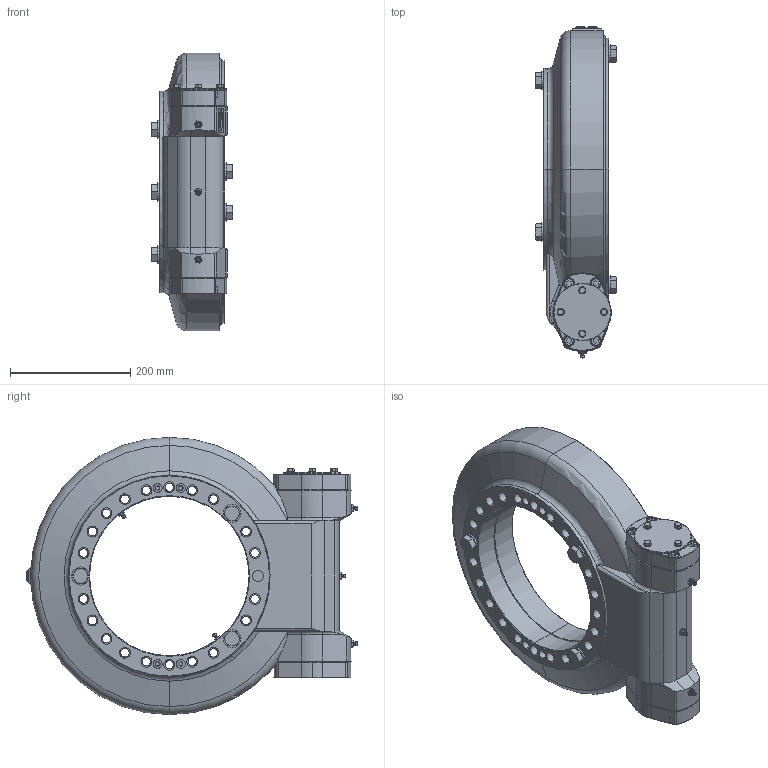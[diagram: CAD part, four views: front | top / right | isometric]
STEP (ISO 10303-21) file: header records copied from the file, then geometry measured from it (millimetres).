
FILE_DESCRIPTION (( 'STEP AP214' ), '1' );
FILE_NAME ('TGE435-A0-RM - SH.STEP', '2017-07-24T13:39:54', ( '' ), ( '' ), 'SwSTEP 2.0', 'SolidWorks 2015', '' );
FILE_SCHEMA (( 'AUTOMOTIVE_DESIGN' ));
Length unit declared in the file: millimetre
Products named in the file (1): TGE435-A0-RM - SH
Bounding box: 135 x 551.71 x 461 mm (x, y, z)
Surface area: 752881.5 mm2 (no closed solid volume)
Topology: 0 solids, 61 shells, 823 faces, 2653 edges, 1876 vertices
Faces by surface type: plane 291, cylinder 285, cone 147, torus 98, bspline 2
Entity records: 41481 total; most frequent: CARTESIAN_POINT 9068, DIRECTION 4934, ORIENTED_EDGE 4344, EDGE_CURVE 2653, AXIS2_PLACEMENT_3D 1889, VERTEX_POINT 1876, LINE 1156, VECTOR 1156
